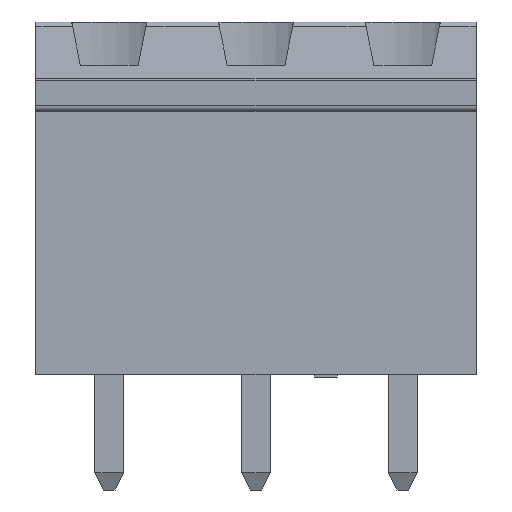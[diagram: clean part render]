
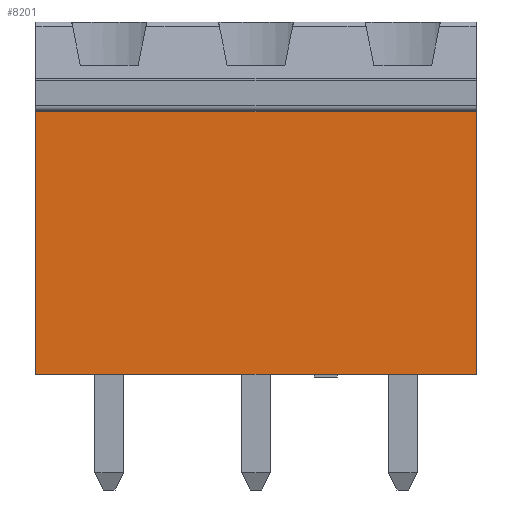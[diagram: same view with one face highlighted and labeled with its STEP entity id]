
A CAD part, front view. The second image highlights one B-rep face of the part: STEP entity #8201.
In plain terms, the highlighted planar face has unit normal (0, -1, 0).
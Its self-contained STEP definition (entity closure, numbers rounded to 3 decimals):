
#176 = VERTEX_POINT ( 'NONE', #5599 ) ;
#278 = DIRECTION ( 'NONE',  ( 1., 0., 0. ) ) ;
#307 = DIRECTION ( 'NONE',  ( 1., 0., 0. ) ) ;
#2443 = LINE ( 'NONE', #6855, #7372 ) ;
#2616 = LINE ( 'NONE', #10005, #5247 ) ;
#2933 = FACE_OUTER_BOUND ( 'NONE', #11126, .T. ) ;
#2997 = CARTESIAN_POINT ( 'NONE',  ( 7.62, -3.65, 9.1 ) ) ;
#3347 = ORIENTED_EDGE ( 'NONE', *, *, #13185, .T. ) ;
#3612 = LINE ( 'NONE', #11101, #12103 ) ;
#3851 = CARTESIAN_POINT ( 'NONE',  ( 7.62, -3.65, 0. ) ) ;
#3902 = LINE ( 'NONE', #13750, #13449 ) ;
#5247 = VECTOR ( 'NONE', #307, 1000. ) ;
#5566 = ORIENTED_EDGE ( 'NONE', *, *, #10963, .F. ) ;
#5599 = CARTESIAN_POINT ( 'NONE',  ( -7.62, -3.65, 9.1 ) ) ;
#6179 = DIRECTION ( 'NONE',  ( 0., 1., 0. ) ) ;
#6679 = VERTEX_POINT ( 'NONE', #9406 ) ;
#6855 = CARTESIAN_POINT ( 'NONE',  ( -7.62, -3.65, 9.1 ) ) ;
#7372 = VECTOR ( 'NONE', #278, 1000. ) ;
#7553 = DIRECTION ( 'NONE',  ( 0., 0., 1. ) ) ;
#7620 = ORIENTED_EDGE ( 'NONE', *, *, #13236, .T. ) ;
#7683 = AXIS2_PLACEMENT_3D ( 'NONE', #11615, #6179, #11758 ) ;
#8201 = ADVANCED_FACE ( 'NONE', ( #2933 ), #12630, .F. ) ;
#8243 = VERTEX_POINT ( 'NONE', #2997 ) ;
#9051 = DIRECTION ( 'NONE',  ( 0., 0., 1. ) ) ;
#9406 = CARTESIAN_POINT ( 'NONE',  ( -7.62, -3.65, 0. ) ) ;
#9781 = VERTEX_POINT ( 'NONE', #3851 ) ;
#10005 = CARTESIAN_POINT ( 'NONE',  ( -7.62, -3.65, 0. ) ) ;
#10963 = EDGE_CURVE ( 'NONE', #176, #8243, #2443, .T. ) ;
#11101 = CARTESIAN_POINT ( 'NONE',  ( 7.62, -3.65, 0. ) ) ;
#11126 = EDGE_LOOP ( 'NONE', ( #3347, #5566, #13787, #7620 ) ) ;
#11615 = CARTESIAN_POINT ( 'NONE',  ( -7.62, -3.65, 9.1 ) ) ;
#11758 = DIRECTION ( 'NONE',  ( 0., 0., -1. ) ) ;
#12103 = VECTOR ( 'NONE', #9051, 1000. ) ;
#12630 = PLANE ( 'NONE',  #7683 ) ;
#13185 = EDGE_CURVE ( 'NONE', #9781, #8243, #3612, .T. ) ;
#13236 = EDGE_CURVE ( 'NONE', #6679, #9781, #2616, .T. ) ;
#13354 = EDGE_CURVE ( 'NONE', #6679, #176, #3902, .T. ) ;
#13449 = VECTOR ( 'NONE', #7553, 1000. ) ;
#13750 = CARTESIAN_POINT ( 'NONE',  ( -7.62, -3.65, 0. ) ) ;
#13787 = ORIENTED_EDGE ( 'NONE', *, *, #13354, .F. ) ;
